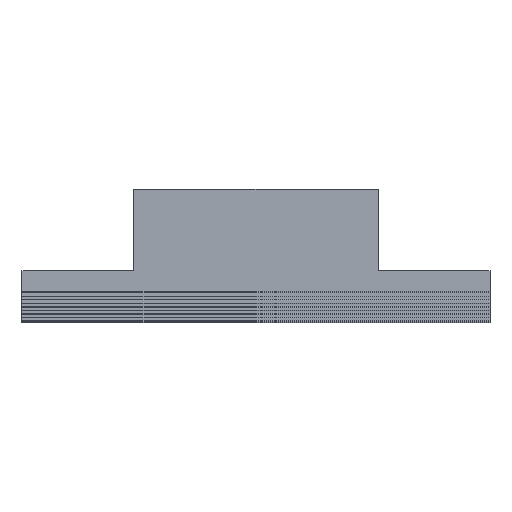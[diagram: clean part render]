
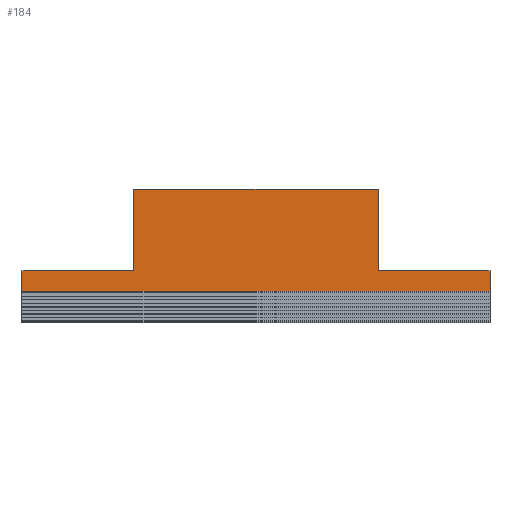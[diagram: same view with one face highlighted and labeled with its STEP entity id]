
A CAD part, top view. The second image highlights one B-rep face of the part: STEP entity #184.
In plain terms, the highlighted planar face has unit normal (0, 0, 1).
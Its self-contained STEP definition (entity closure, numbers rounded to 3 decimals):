
#184=ADVANCED_FACE('',(#416),#417,.T.);
#416=FACE_OUTER_BOUND('',#693,.T.);
#417=PLANE('',#694);
#693=EDGE_LOOP('',(#1195,#1196,#1197,#1198,#1199,#1200,#1201,#1202));
#694=AXIS2_PLACEMENT_3D('',#1203,#1204,#1205);
#1195=ORIENTED_EDGE('',*,*,#1848,.T.);
#1196=ORIENTED_EDGE('',*,*,#1692,.T.);
#1197=ORIENTED_EDGE('',*,*,#1846,.T.);
#1198=ORIENTED_EDGE('',*,*,#1849,.F.);
#1199=ORIENTED_EDGE('',*,*,#1850,.F.);
#1200=ORIENTED_EDGE('',*,*,#1851,.T.);
#1201=ORIENTED_EDGE('',*,*,#1852,.T.);
#1202=ORIENTED_EDGE('',*,*,#1853,.T.);
#1203=CARTESIAN_POINT('',(0.0,0.0,2222.0));
#1204=DIRECTION('',(0.0,0.0,1.0));
#1205=DIRECTION('',(1.0,-0.0,0.0));
#1692=EDGE_CURVE('',#2031,#2029,#2032,.T.);
#1846=EDGE_CURVE('',#2029,#2270,#2272,.T.);
#1848=EDGE_CURVE('',#2274,#2031,#2275,.T.);
#1849=EDGE_CURVE('',#2276,#2270,#2277,.T.);
#1850=EDGE_CURVE('',#2278,#2276,#2279,.T.);
#1851=EDGE_CURVE('',#2278,#2280,#2281,.T.);
#1852=EDGE_CURVE('',#2280,#2282,#2283,.T.);
#1853=EDGE_CURVE('',#2282,#2274,#2284,.T.);
#2029=VERTEX_POINT('',#2502);
#2031=VERTEX_POINT('',#2505);
#2032=LINE('',#2506,#2507);
#2270=VERTEX_POINT('',#2864);
#2272=LINE('',#2867,#2868);
#2274=VERTEX_POINT('',#2870);
#2275=LINE('',#2871,#2872);
#2276=VERTEX_POINT('',#2873);
#2277=LINE('',#2874,#2875);
#2278=VERTEX_POINT('',#2876);
#2279=LINE('',#2877,#2878);
#2280=VERTEX_POINT('',#2879);
#2281=LINE('',#2880,#2881);
#2282=VERTEX_POINT('',#2882);
#2283=LINE('',#2883,#2884);
#2284=LINE('',#2885,#2886);
#2502=CARTESIAN_POINT('',(-30.0,-10.0,2222.0));
#2505=CARTESIAN_POINT('',(-30.0,10.0,2222.0));
#2506=CARTESIAN_POINT('',(-30.0,10.0,2222.0));
#2507=VECTOR('',#3128,20.0);
#2864=CARTESIAN_POINT('',(-57.5,-10.0,2222.0));
#2867=CARTESIAN_POINT('',(-30.0,-10.0,2222.0));
#2868=VECTOR('',#3249,27.5);
#2870=CARTESIAN_POINT('',(30.0,10.0,2222.0));
#2871=CARTESIAN_POINT('',(30.0,10.0,2222.0));
#2872=VECTOR('',#3250,60.0);
#2873=CARTESIAN_POINT('',(-57.5,-15.0,2222.0));
#2874=CARTESIAN_POINT('',(-57.5,-15.0,2222.0));
#2875=VECTOR('',#3251,5.0);
#2876=CARTESIAN_POINT('',(57.5,-15.0,2222.0));
#2877=CARTESIAN_POINT('',(57.5,-15.0,2222.0));
#2878=VECTOR('',#3252,115.0);
#2879=CARTESIAN_POINT('',(57.5,-10.0,2222.0));
#2880=CARTESIAN_POINT('',(57.5,-15.0,2222.0));
#2881=VECTOR('',#3253,5.0);
#2882=CARTESIAN_POINT('',(30.0,-10.0,2222.0));
#2883=CARTESIAN_POINT('',(57.5,-10.0,2222.0));
#2884=VECTOR('',#3254,27.5);
#2885=CARTESIAN_POINT('',(30.0,-10.0,2222.0));
#2886=VECTOR('',#3255,20.0);
#3128=DIRECTION('',(0.0,-1.0,0.0));
#3249=DIRECTION('',(-1.0,0.0,0.0));
#3250=DIRECTION('',(-1.0,0.0,0.0));
#3251=DIRECTION('',(0.0,1.0,0.0));
#3252=DIRECTION('',(-1.0,0.0,0.0));
#3253=DIRECTION('',(0.0,1.0,0.0));
#3254=DIRECTION('',(-1.0,0.0,0.0));
#3255=DIRECTION('',(0.0,1.0,0.0));
